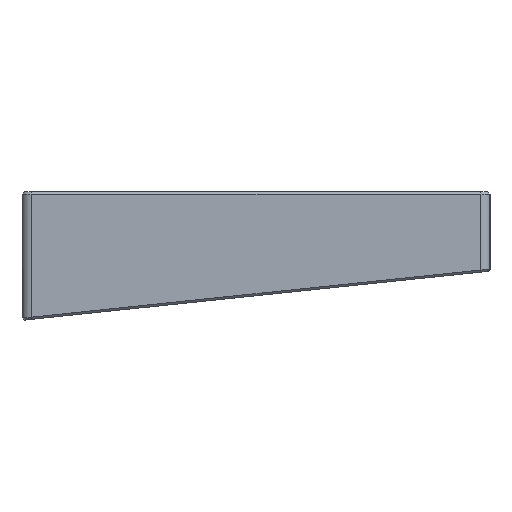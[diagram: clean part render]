
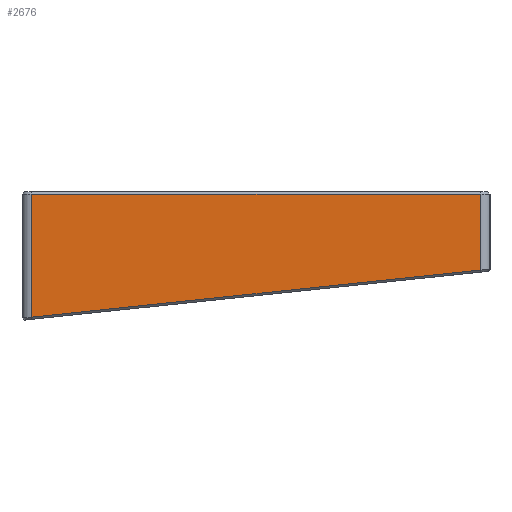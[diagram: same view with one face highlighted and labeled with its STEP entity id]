
A CAD part, left-side view. The second image highlights one B-rep face of the part: STEP entity #2676.
In plain terms, the highlighted planar face has unit normal (-1, 0, 0).
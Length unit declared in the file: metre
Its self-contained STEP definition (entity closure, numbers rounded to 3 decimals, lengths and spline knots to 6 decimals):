
#416=ORIENTED_EDGE('',*,*,#1215,.T.);
#417=ORIENTED_EDGE('',*,*,#1216,.T.);
#418=ORIENTED_EDGE('',*,*,#1217,.T.);
#419=ORIENTED_EDGE('',*,*,#1218,.T.);
#1215=EDGE_CURVE('',#1609,#1610,#1827,.F.);
#1216=EDGE_CURVE('',#1610,#1611,#1828,.T.);
#1217=EDGE_CURVE('',#1611,#1612,#1829,.T.);
#1218=EDGE_CURVE('',#1612,#1609,#1830,.T.);
#1609=VERTEX_POINT('',#4250);
#1610=VERTEX_POINT('',#4251);
#1611=VERTEX_POINT('',#4253);
#1612=VERTEX_POINT('',#4255);
#1827=LINE('',#4249,#2080);
#1828=LINE('',#4252,#2081);
#1829=LINE('',#4254,#2082);
#1830=LINE('',#4256,#2083);
#2080=VECTOR('',#3354,1.);
#2081=VECTOR('',#3355,1.);
#2082=VECTOR('',#3356,1.);
#2083=VECTOR('',#3357,1.);
#2263=EDGE_LOOP('',(#416,#417,#418,#419));
#2433=FACE_BOUND('',#2263,.T.);
#2600=PLANE('',#2903);
#2676=ADVANCED_FACE('',(#2433),#2600,.T.);
#2903=AXIS2_PLACEMENT_3D('',#4248,#3352,#3353);
#3352=DIRECTION('',(-1.,0.,0.));
#3353=DIRECTION('',(0.,0.,1.));
#3354=DIRECTION('',(0.,0.,1.));
#3355=DIRECTION('',(0.,-0.995,0.105));
#3356=DIRECTION('',(0.,0.,1.));
#3357=DIRECTION('',(0.,1.,0.));
#4248=CARTESIAN_POINT('',(-0.157375,0.,-0.000002));
#4249=CARTESIAN_POINT('',(-0.157375,0.05285,-0.000002));
#4250=CARTESIAN_POINT('',(-0.157375,0.05285,0.029747));
#4251=CARTESIAN_POINT('',(-0.157375,0.05285,0.000739));
#4252=CARTESIAN_POINT('',(-0.157375,0.000655,0.006225));
#4253=CARTESIAN_POINT('',(-0.157375,-0.05285,0.011849));
#4254=CARTESIAN_POINT('',(-0.157375,-0.05285,0.030247));
#4255=CARTESIAN_POINT('',(-0.157375,-0.05285,0.029747));
#4256=CARTESIAN_POINT('',(-0.157375,0.05285,0.029747));
